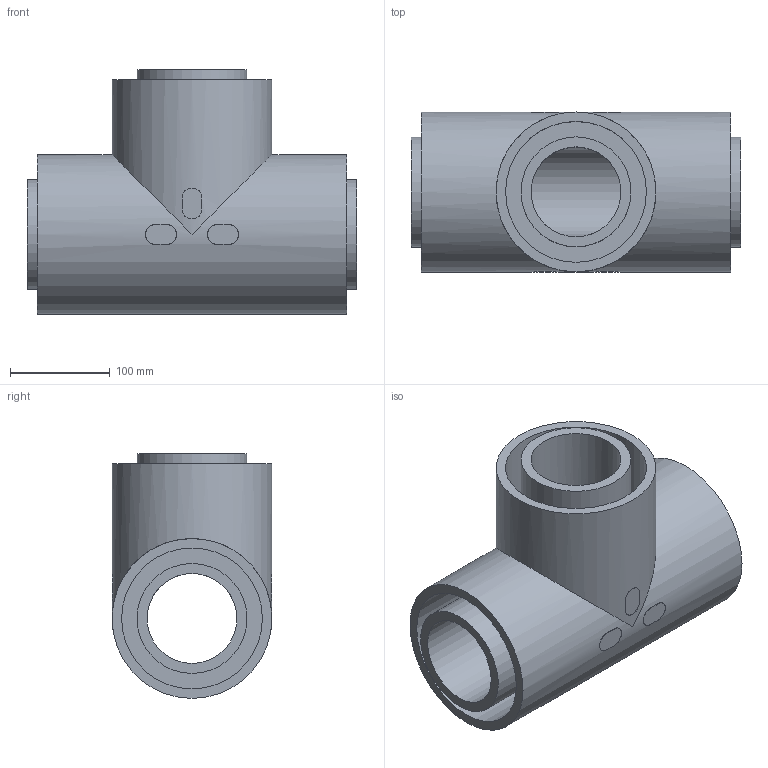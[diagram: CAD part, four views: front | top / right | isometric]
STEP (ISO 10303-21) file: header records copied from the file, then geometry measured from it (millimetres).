
FILE_DESCRIPTION( ( 'STEP AP214' ), '1' );
FILE_NAME( 'AGRU_70192161171_Poly-Flo Tee_PE 100-RC black_160_110 SDR17_11 (architecture400).stp', '2022-01-21T10:29:32', ( 'License CC BY-ND 4.0' ), ( 'CADENAS' ), ' ', 'PARTsolutions', ' ' );
FILE_SCHEMA( ( 'AUTOMOTIVE_DESIGN { 1 0 10303 214 1 1 1 1 }' ) );
Length unit declared in the file: millimetre
Products named in the file (1): _AGRU_70192161171_Poly-Flo Tee_PE 100-RC black_160/110  SDR17/11 (architecture400)
Bounding box: 330 x 160 x 245 mm (x, y, z)
Volume: 4025314.1 mm3; surface area: 530777.2 mm2
Topology: 1 solids, 1 shells, 61 faces, 131 edges, 85 vertices
Faces by surface type: cylinder 34, plane 27
Full cylindrical faces by diameter (mm): 90 x2, 110 x3, 141 x3, 160 x2
Entity records: 2606 total; most frequent: CARTESIAN_POINT 826, DIRECTION 264, ORIENTED_EDGE 236, EDGE_CURVE 118, AXIS2_PLACEMENT_3D 108, EDGE_LOOP 88, VERTEX_POINT 82, FACE_OUTER_BOUND 71
